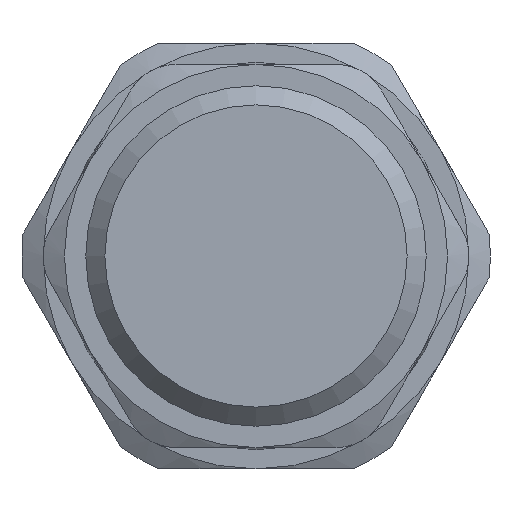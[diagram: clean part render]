
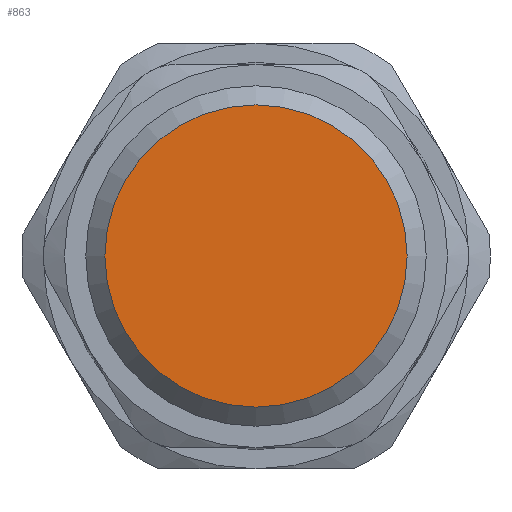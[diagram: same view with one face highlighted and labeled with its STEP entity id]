
A CAD part, front view. The second image highlights one B-rep face of the part: STEP entity #863.
In plain terms, the highlighted planar face has unit normal (0, -1, 0).
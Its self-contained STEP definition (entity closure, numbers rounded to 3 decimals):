
#189=FACE_OUTER_BOUND('',#246,.T.);
#246=EDGE_LOOP('',(#646));
#305=CIRCLE('',#972,7.1);
#369=VERTEX_POINT('',#1474);
#466=EDGE_CURVE('',#369,#369,#305,.T.);
#646=ORIENTED_EDGE('',*,*,#466,.F.);
#776=PLANE('',#971);
#863=ADVANCED_FACE('',(#189),#776,.T.);
#971=AXIS2_PLACEMENT_3D('',#1473,#1151,#1152);
#972=AXIS2_PLACEMENT_3D('',#1475,#1153,#1154);
#1151=DIRECTION('center_axis',(0.,-1.,0.));
#1152=DIRECTION('ref_axis',(-1.,0.,0.));
#1153=DIRECTION('center_axis',(0.,1.,0.));
#1154=DIRECTION('ref_axis',(0.,0.,-1.));
#1473=CARTESIAN_POINT('Origin',(-7.815,-7.22,8.));
#1474=CARTESIAN_POINT('',(-7.815,-7.22,7.1));
#1475=CARTESIAN_POINT('Origin',(-7.815,-7.22,0.));
